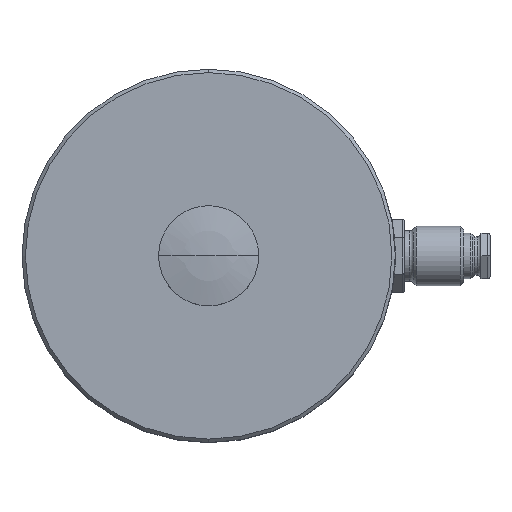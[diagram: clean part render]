
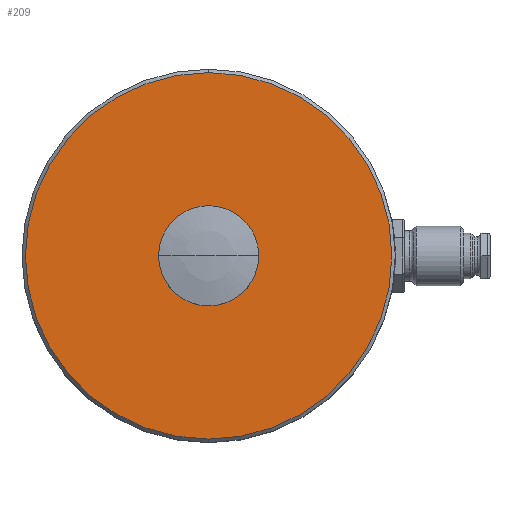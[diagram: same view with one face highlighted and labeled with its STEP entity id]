
A CAD part, top view. The second image highlights one B-rep face of the part: STEP entity #209.
In plain terms, the highlighted face is planar.
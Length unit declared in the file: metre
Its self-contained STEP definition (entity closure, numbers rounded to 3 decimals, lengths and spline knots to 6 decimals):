
#209=ADVANCED_FACE('0:63',(#450,#451),#452,.T.);
#450=FACE_OUTER_BOUND('',#743,.T.);
#451=FACE_BOUND('',#744,.T.);
#452=PLANE('',#745);
#743=EDGE_LOOP('',(#1137,#1138));
#744=EDGE_LOOP('',(#1139,#1140));
#745=AXIS2_PLACEMENT_3D('',#1141,#1142,#1143);
#1137=ORIENTED_EDGE('',*,*,#1724,.T.);
#1138=ORIENTED_EDGE('',*,*,#1748,.T.);
#1139=ORIENTED_EDGE('',*,*,#1700,.F.);
#1140=ORIENTED_EDGE('',*,*,#1760,.F.);
#1141=CARTESIAN_POINT('',(0.02994,-0.008419,0.0));
#1142=DIRECTION('',(-0.0,1.0,0.0));
#1143=DIRECTION('',(1.0,0.0,0.0));
#1700=EDGE_CURVE('0:129',#1985,#1981,#1987,.T.);
#1724=EDGE_CURVE('0:105',#2028,#2026,#2029,.T.);
#1748=EDGE_CURVE('',#2026,#2028,#2060,.T.);
#1760=EDGE_CURVE('',#1981,#1985,#2072,.T.);
#1981=VERTEX_POINT('',#2365);
#1985=VERTEX_POINT('',#2370);
#1987=CIRCLE('',#2373,0.011);
#2026=VERTEX_POINT('',#2471);
#2028=VERTEX_POINT('',#2474);
#2029=CIRCLE('',#2475,0.04025);
#2060=CIRCLE('',#2511,0.04025);
#2072=CIRCLE('',#2523,0.011);
#2365=CARTESIAN_POINT('',(0.02994,-0.008419,-0.011));
#2370=CARTESIAN_POINT('',(0.02994,-0.008419,0.011));
#2373=AXIS2_PLACEMENT_3D('',#2900,#2901,#2902);
#2471=CARTESIAN_POINT('',(0.02994,-0.008419,-0.04025));
#2474=CARTESIAN_POINT('',(0.02994,-0.008419,0.04025));
#2475=AXIS2_PLACEMENT_3D('',#2933,#2934,#2935);
#2511=AXIS2_PLACEMENT_3D('',#2974,#2975,#2976);
#2523=AXIS2_PLACEMENT_3D('',#2995,#2996,#2997);
#2900=CARTESIAN_POINT('',(0.02994,-0.008419,0.0));
#2901=DIRECTION('',(0.0,1.0,0.0));
#2902=DIRECTION('',(0.0,0.0,1.0));
#2933=CARTESIAN_POINT('',(0.02994,-0.008419,0.0));
#2934=DIRECTION('',(0.0,1.0,0.0));
#2935=DIRECTION('',(0.0,0.0,1.0));
#2974=CARTESIAN_POINT('',(0.02994,-0.008419,0.0));
#2975=DIRECTION('',(0.0,1.0,0.0));
#2976=DIRECTION('',(0.0,0.0,1.0));
#2995=CARTESIAN_POINT('',(0.02994,-0.008419,0.0));
#2996=DIRECTION('',(0.0,1.0,0.0));
#2997=DIRECTION('',(0.0,0.0,1.0));
